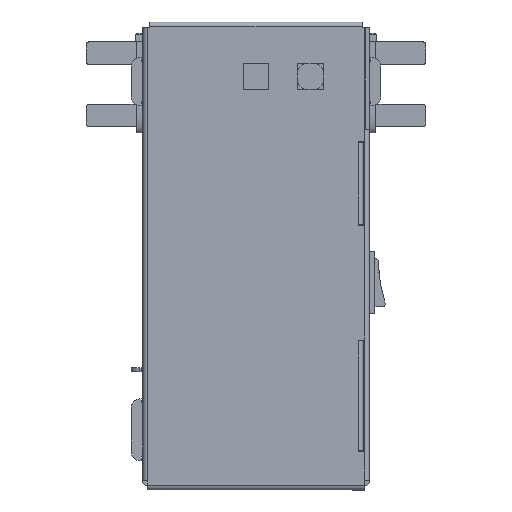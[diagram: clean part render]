
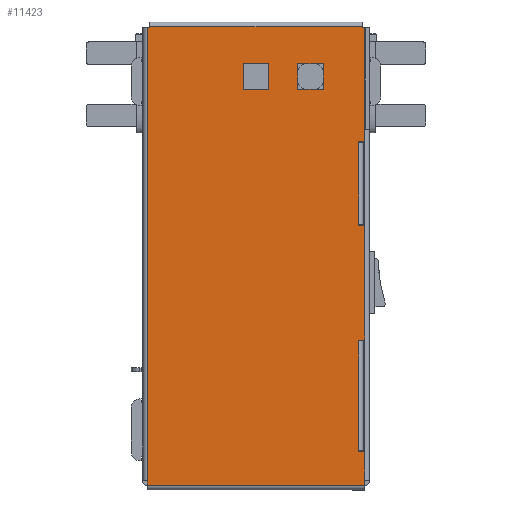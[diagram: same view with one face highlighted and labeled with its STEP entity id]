
A CAD part, top view. The second image highlights one B-rep face of the part: STEP entity #11423.
In plain terms, the highlighted planar face has unit normal (0, 0, 1).
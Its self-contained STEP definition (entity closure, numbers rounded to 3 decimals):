
#192=FACE_BOUND('',#1587,.T.);
#193=FACE_BOUND('',#1588,.T.);
#388=PLANE('',#12228);
#900=FACE_OUTER_BOUND('',#1586,.T.);
#1586=EDGE_LOOP('',(#8655,#8656,#8657,#8658,#8659,#8660,#8661,#8662,#8663,
#8664,#8665,#8666,#8667,#8668,#8669,#8670,#8671,#8672,#8673,#8674,#8675,
#8676,#8677,#8678,#8679));
#1587=EDGE_LOOP('',(#8680,#8681,#8682,#8683));
#1588=EDGE_LOOP('',(#8684,#8685,#8686,#8687));
#2349=LINE('',#16853,#3640);
#2359=LINE('',#16877,#3650);
#2391=LINE('',#16942,#3682);
#2550=LINE('',#17312,#3841);
#2557=LINE('',#17330,#3848);
#2559=LINE('',#17334,#3850);
#2560=LINE('',#17336,#3851);
#2561=LINE('',#17338,#3852);
#2562=LINE('',#17340,#3853);
#2563=LINE('',#17342,#3854);
#2564=LINE('',#17344,#3855);
#2565=LINE('',#17346,#3856);
#2566=LINE('',#17348,#3857);
#2567=LINE('',#17350,#3858);
#2568=LINE('',#17352,#3859);
#2569=LINE('',#17354,#3860);
#2570=LINE('',#17356,#3861);
#2571=LINE('',#17358,#3862);
#2572=LINE('',#17360,#3863);
#2573=LINE('',#17362,#3864);
#2574=LINE('',#17364,#3865);
#2575=LINE('',#17365,#3866);
#2576=LINE('',#17367,#3867);
#2577=LINE('',#17369,#3868);
#2578=LINE('',#17370,#3869);
#2579=LINE('',#17373,#3870);
#2580=LINE('',#17375,#3871);
#2581=LINE('',#17377,#3872);
#2582=LINE('',#17378,#3873);
#2583=LINE('',#17381,#3874);
#2584=LINE('',#17383,#3875);
#2585=LINE('',#17385,#3876);
#2586=LINE('',#17386,#3877);
#3640=VECTOR('',#13451,10.);
#3650=VECTOR('',#13481,10.);
#3682=VECTOR('',#13517,10.);
#3841=VECTOR('',#13848,10.);
#3848=VECTOR('',#13875,10.);
#3850=VECTOR('',#13879,10.);
#3851=VECTOR('',#13880,10.);
#3852=VECTOR('',#13881,10.);
#3853=VECTOR('',#13882,10.);
#3854=VECTOR('',#13883,10.);
#3855=VECTOR('',#13884,10.);
#3856=VECTOR('',#13885,10.);
#3857=VECTOR('',#13886,10.);
#3858=VECTOR('',#13887,10.);
#3859=VECTOR('',#13888,10.);
#3860=VECTOR('',#13889,10.);
#3861=VECTOR('',#13890,10.);
#3862=VECTOR('',#13891,10.);
#3863=VECTOR('',#13892,10.);
#3864=VECTOR('',#13893,10.);
#3865=VECTOR('',#13894,10.);
#3866=VECTOR('',#13895,10.);
#3867=VECTOR('',#13896,10.);
#3868=VECTOR('',#13897,10.);
#3869=VECTOR('',#13898,10.);
#3870=VECTOR('',#13899,10.);
#3871=VECTOR('',#13900,10.);
#3872=VECTOR('',#13901,10.);
#3873=VECTOR('',#13902,10.);
#3874=VECTOR('',#13903,10.);
#3875=VECTOR('',#13904,10.);
#3876=VECTOR('',#13905,10.);
#3877=VECTOR('',#13906,10.);
#5182=VERTEX_POINT('',#16850);
#5183=VERTEX_POINT('',#16852);
#5187=VERTEX_POINT('',#16875);
#5218=VERTEX_POINT('',#16941);
#5342=VERTEX_POINT('',#17309);
#5343=VERTEX_POINT('',#17311);
#5344=VERTEX_POINT('',#17329);
#5345=VERTEX_POINT('',#17333);
#5346=VERTEX_POINT('',#17335);
#5347=VERTEX_POINT('',#17337);
#5348=VERTEX_POINT('',#17339);
#5349=VERTEX_POINT('',#17341);
#5350=VERTEX_POINT('',#17343);
#5351=VERTEX_POINT('',#17345);
#5352=VERTEX_POINT('',#17347);
#5353=VERTEX_POINT('',#17349);
#5354=VERTEX_POINT('',#17351);
#5355=VERTEX_POINT('',#17353);
#5356=VERTEX_POINT('',#17355);
#5357=VERTEX_POINT('',#17357);
#5358=VERTEX_POINT('',#17359);
#5359=VERTEX_POINT('',#17361);
#5360=VERTEX_POINT('',#17363);
#5361=VERTEX_POINT('',#17366);
#5362=VERTEX_POINT('',#17368);
#5363=VERTEX_POINT('',#17371);
#5364=VERTEX_POINT('',#17372);
#5365=VERTEX_POINT('',#17374);
#5366=VERTEX_POINT('',#17376);
#5367=VERTEX_POINT('',#17379);
#5368=VERTEX_POINT('',#17380);
#5369=VERTEX_POINT('',#17382);
#5370=VERTEX_POINT('',#17384);
#6331=EDGE_CURVE('',#5183,#5182,#2349,.T.);
#6344=EDGE_CURVE('',#5187,#5182,#2359,.T.);
#6376=EDGE_CURVE('',#5218,#5183,#2391,.T.);
#6560=EDGE_CURVE('',#5343,#5342,#2550,.T.);
#6570=EDGE_CURVE('',#5344,#5343,#2557,.T.);
#6572=EDGE_CURVE('',#5187,#5345,#2559,.T.);
#6573=EDGE_CURVE('',#5345,#5346,#2560,.T.);
#6574=EDGE_CURVE('',#5346,#5347,#2561,.T.);
#6575=EDGE_CURVE('',#5347,#5348,#2562,.T.);
#6576=EDGE_CURVE('',#5348,#5349,#2563,.T.);
#6577=EDGE_CURVE('',#5349,#5350,#2564,.T.);
#6578=EDGE_CURVE('',#5350,#5351,#2565,.T.);
#6579=EDGE_CURVE('',#5352,#5351,#2566,.T.);
#6580=EDGE_CURVE('',#5352,#5353,#2567,.T.);
#6581=EDGE_CURVE('',#5353,#5354,#2568,.T.);
#6582=EDGE_CURVE('',#5354,#5355,#2569,.T.);
#6583=EDGE_CURVE('',#5355,#5356,#2570,.T.);
#6584=EDGE_CURVE('',#5356,#5357,#2571,.T.);
#6585=EDGE_CURVE('',#5357,#5358,#2572,.T.);
#6586=EDGE_CURVE('',#5358,#5359,#2573,.T.);
#6587=EDGE_CURVE('',#5360,#5359,#2574,.T.);
#6588=EDGE_CURVE('',#5360,#5344,#2575,.T.);
#6589=EDGE_CURVE('',#5361,#5342,#2576,.T.);
#6590=EDGE_CURVE('',#5361,#5362,#2577,.T.);
#6591=EDGE_CURVE('',#5362,#5218,#2578,.T.);
#6592=EDGE_CURVE('',#5363,#5364,#2579,.T.);
#6593=EDGE_CURVE('',#5364,#5365,#2580,.T.);
#6594=EDGE_CURVE('',#5365,#5366,#2581,.T.);
#6595=EDGE_CURVE('',#5366,#5363,#2582,.T.);
#6596=EDGE_CURVE('',#5367,#5368,#2583,.T.);
#6597=EDGE_CURVE('',#5368,#5369,#2584,.T.);
#6598=EDGE_CURVE('',#5369,#5370,#2585,.T.);
#6599=EDGE_CURVE('',#5370,#5367,#2586,.T.);
#8655=ORIENTED_EDGE('',*,*,#6331,.T.);
#8656=ORIENTED_EDGE('',*,*,#6344,.F.);
#8657=ORIENTED_EDGE('',*,*,#6572,.T.);
#8658=ORIENTED_EDGE('',*,*,#6573,.T.);
#8659=ORIENTED_EDGE('',*,*,#6574,.T.);
#8660=ORIENTED_EDGE('',*,*,#6575,.T.);
#8661=ORIENTED_EDGE('',*,*,#6576,.T.);
#8662=ORIENTED_EDGE('',*,*,#6577,.T.);
#8663=ORIENTED_EDGE('',*,*,#6578,.T.);
#8664=ORIENTED_EDGE('',*,*,#6579,.F.);
#8665=ORIENTED_EDGE('',*,*,#6580,.T.);
#8666=ORIENTED_EDGE('',*,*,#6581,.T.);
#8667=ORIENTED_EDGE('',*,*,#6582,.T.);
#8668=ORIENTED_EDGE('',*,*,#6583,.T.);
#8669=ORIENTED_EDGE('',*,*,#6584,.T.);
#8670=ORIENTED_EDGE('',*,*,#6585,.T.);
#8671=ORIENTED_EDGE('',*,*,#6586,.T.);
#8672=ORIENTED_EDGE('',*,*,#6587,.F.);
#8673=ORIENTED_EDGE('',*,*,#6588,.T.);
#8674=ORIENTED_EDGE('',*,*,#6570,.T.);
#8675=ORIENTED_EDGE('',*,*,#6560,.T.);
#8676=ORIENTED_EDGE('',*,*,#6589,.F.);
#8677=ORIENTED_EDGE('',*,*,#6590,.T.);
#8678=ORIENTED_EDGE('',*,*,#6591,.T.);
#8679=ORIENTED_EDGE('',*,*,#6376,.T.);
#8680=ORIENTED_EDGE('',*,*,#6592,.T.);
#8681=ORIENTED_EDGE('',*,*,#6593,.T.);
#8682=ORIENTED_EDGE('',*,*,#6594,.T.);
#8683=ORIENTED_EDGE('',*,*,#6595,.T.);
#8684=ORIENTED_EDGE('',*,*,#6596,.T.);
#8685=ORIENTED_EDGE('',*,*,#6597,.T.);
#8686=ORIENTED_EDGE('',*,*,#6598,.T.);
#8687=ORIENTED_EDGE('',*,*,#6599,.T.);
#11423=ADVANCED_FACE('',(#900,#192,#193),#388,.T.);
#12228=AXIS2_PLACEMENT_3D('',#17332,#13877,#13878);
#13451=DIRECTION('',(1.,0.,0.));
#13481=DIRECTION('',(0.,-1.,0.));
#13517=DIRECTION('',(0.,-1.,0.));
#13848=DIRECTION('',(-1.,0.,0.));
#13875=DIRECTION('',(0.,1.,0.));
#13877=DIRECTION('center_axis',(0.,0.,1.));
#13878=DIRECTION('ref_axis',(1.,0.,0.));
#13879=DIRECTION('',(-1.,0.,0.));
#13880=DIRECTION('',(0.,1.,0.));
#13881=DIRECTION('',(1.,0.,0.));
#13882=DIRECTION('',(0.,1.,0.));
#13883=DIRECTION('',(-1.,0.,0.));
#13884=DIRECTION('',(0.,1.,0.));
#13885=DIRECTION('',(1.,0.,0.));
#13886=DIRECTION('',(0.,-1.,0.));
#13887=DIRECTION('',(-1.,0.,0.));
#13888=DIRECTION('',(0.,1.,0.));
#13889=DIRECTION('',(1.,0.,0.));
#13890=DIRECTION('',(0.,1.,0.));
#13891=DIRECTION('',(-1.,0.,0.));
#13892=DIRECTION('',(0.,1.,0.));
#13893=DIRECTION('',(1.,0.,0.));
#13894=DIRECTION('',(0.,-1.,0.));
#13895=DIRECTION('',(-1.,0.,0.));
#13896=DIRECTION('',(0.,1.,0.));
#13897=DIRECTION('',(-1.,0.,0.));
#13898=DIRECTION('',(0.,-1.,0.));
#13899=DIRECTION('',(0.,-1.,0.));
#13900=DIRECTION('',(-1.,0.,0.));
#13901=DIRECTION('',(0.,1.,0.));
#13902=DIRECTION('',(1.,0.,0.));
#13903=DIRECTION('',(0.,-1.,0.));
#13904=DIRECTION('',(-1.,0.,0.));
#13905=DIRECTION('',(0.,1.,0.));
#13906=DIRECTION('',(1.,0.,0.));
#16850=CARTESIAN_POINT('',(38.4,-81.6,34.7));
#16852=CARTESIAN_POINT('',(-38.4,-81.6,34.7));
#16853=CARTESIAN_POINT('',(18.377,-81.6,34.7));
#16875=CARTESIAN_POINT('',(38.4,-69.7,34.7));
#16877=CARTESIAN_POINT('',(38.4,-80.,34.7));
#16941=CARTESIAN_POINT('',(-38.4,-80.,34.7));
#16942=CARTESIAN_POINT('',(-38.4,-80.,34.7));
#17309=CARTESIAN_POINT('',(-37.5,80.4,34.7));
#17311=CARTESIAN_POINT('',(37.5,80.4,34.7));
#17312=CARTESIAN_POINT('',(-19.573,80.4,34.7));
#17329=CARTESIAN_POINT('',(37.5,80.,34.7));
#17330=CARTESIAN_POINT('',(37.5,80.,34.7));
#17332=CARTESIAN_POINT('Origin',(-1.647,0.,34.7));
#17333=CARTESIAN_POINT('',(36.1,-69.7,34.7));
#17334=CARTESIAN_POINT('',(17.227,-69.7,34.7));
#17335=CARTESIAN_POINT('',(36.1,-69.4,34.7));
#17336=CARTESIAN_POINT('',(36.1,-34.7,34.7));
#17337=CARTESIAN_POINT('',(36.2,-69.4,34.7));
#17338=CARTESIAN_POINT('',(17.327,-69.4,34.7));
#17339=CARTESIAN_POINT('',(36.2,-30.6,34.7));
#17340=CARTESIAN_POINT('',(36.2,-15.3,34.7));
#17341=CARTESIAN_POINT('',(36.1,-30.6,34.7));
#17342=CARTESIAN_POINT('',(17.227,-30.6,34.7));
#17343=CARTESIAN_POINT('',(36.1,-30.3,34.7));
#17344=CARTESIAN_POINT('',(36.1,-15.15,34.7));
#17345=CARTESIAN_POINT('',(38.4,-30.3,34.7));
#17346=CARTESIAN_POINT('',(36.3,-30.3,34.7));
#17347=CARTESIAN_POINT('',(38.4,10.3,34.7));
#17348=CARTESIAN_POINT('',(38.4,-30.3,34.7));
#17349=CARTESIAN_POINT('',(36.1,10.3,34.7));
#17350=CARTESIAN_POINT('',(17.227,10.3,34.7));
#17351=CARTESIAN_POINT('',(36.1,10.6,34.7));
#17352=CARTESIAN_POINT('',(36.1,5.3,34.7));
#17353=CARTESIAN_POINT('',(36.2,10.6,34.7));
#17354=CARTESIAN_POINT('',(17.327,10.6,34.7));
#17355=CARTESIAN_POINT('',(36.2,39.4,34.7));
#17356=CARTESIAN_POINT('',(36.2,19.7,34.7));
#17357=CARTESIAN_POINT('',(36.1,39.4,34.7));
#17358=CARTESIAN_POINT('',(17.227,39.4,34.7));
#17359=CARTESIAN_POINT('',(36.1,39.7,34.7));
#17360=CARTESIAN_POINT('',(36.1,19.85,34.7));
#17361=CARTESIAN_POINT('',(38.4,39.7,34.7));
#17362=CARTESIAN_POINT('',(36.3,39.7,34.7));
#17363=CARTESIAN_POINT('',(38.4,80.,34.7));
#17364=CARTESIAN_POINT('',(38.4,39.7,34.7));
#17365=CARTESIAN_POINT('',(-38.4,80.,34.7));
#17366=CARTESIAN_POINT('',(-37.5,80.,34.7));
#17367=CARTESIAN_POINT('',(-37.5,80.,34.7));
#17368=CARTESIAN_POINT('',(-38.4,80.,34.7));
#17369=CARTESIAN_POINT('',(-38.4,80.,34.7));
#17370=CARTESIAN_POINT('',(-38.4,0.,34.7));
#17371=CARTESIAN_POINT('',(4.5,67.25,34.7));
#17372=CARTESIAN_POINT('',(4.5,58.25,34.7));
#17373=CARTESIAN_POINT('',(4.5,33.625,34.7));
#17374=CARTESIAN_POINT('',(-4.5,58.25,34.7));
#17375=CARTESIAN_POINT('',(1.427,58.25,34.7));
#17376=CARTESIAN_POINT('',(-4.5,67.25,34.7));
#17377=CARTESIAN_POINT('',(-4.5,29.125,34.7));
#17378=CARTESIAN_POINT('',(-3.073,67.25,34.7));
#17379=CARTESIAN_POINT('',(23.75,67.25,34.7));
#17380=CARTESIAN_POINT('',(23.75,58.25,34.7));
#17381=CARTESIAN_POINT('',(23.75,33.625,34.7));
#17382=CARTESIAN_POINT('',(14.75,58.25,34.7));
#17383=CARTESIAN_POINT('',(11.052,58.25,34.7));
#17384=CARTESIAN_POINT('',(14.75,67.25,34.7));
#17385=CARTESIAN_POINT('',(14.75,29.125,34.7));
#17386=CARTESIAN_POINT('',(6.552,67.25,34.7));
